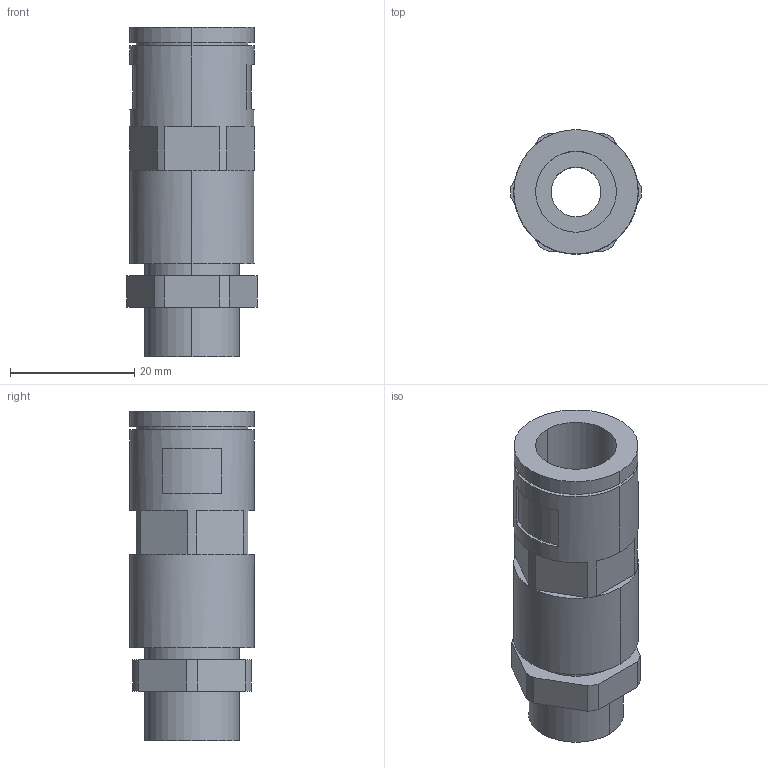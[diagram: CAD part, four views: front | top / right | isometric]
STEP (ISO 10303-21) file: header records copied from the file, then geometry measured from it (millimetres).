
FILE_DESCRIPTION(('Creo Elements/Direct Modeling STEP Export'),'2;1');
FILE_NAME('model.stp','2019-05-04T 2:22:08',(''),(''),'Creo Elements/Direct Modeling STEP processor for AP214 (Solid Model)','Creo Elements/Direct Modeling 20.1A 29-Sep-2018 (C) Parametric Technology GmbH','');
FILE_SCHEMA(('AUTOMOTIVE_DESIGN { 1 0 10303 214 1 1 1 1 }'));
Length unit declared in the file: millimetre
Products named in the file (2): WP_GR_HF_IP66_PG9_BK-select
Assembly tree (1 placements, depth 2):
  WP_GR_HF_IP66_PG9_BK-select
    WP_GR_HF_IP66_PG9_BK-select
Bounding box: 20.99 x 20.02 x 53 mm (x, y, z)
Volume: 11063.5 mm3; surface area: 5752.5 mm2
Topology: 1 solids, 1 shells, 59 faces, 145 edges, 97 vertices
Faces by surface type: plane 35, cylinder 24
Entity records: 2053 total; most frequent: ORIENTED_EDGE 290, CARTESIAN_POINT 255, DIRECTION 236, EDGE_CURVE 145, VERTEX_POINT 97, VECTOR 80, LINE 80, AXIS2_PLACEMENT_3D 78
